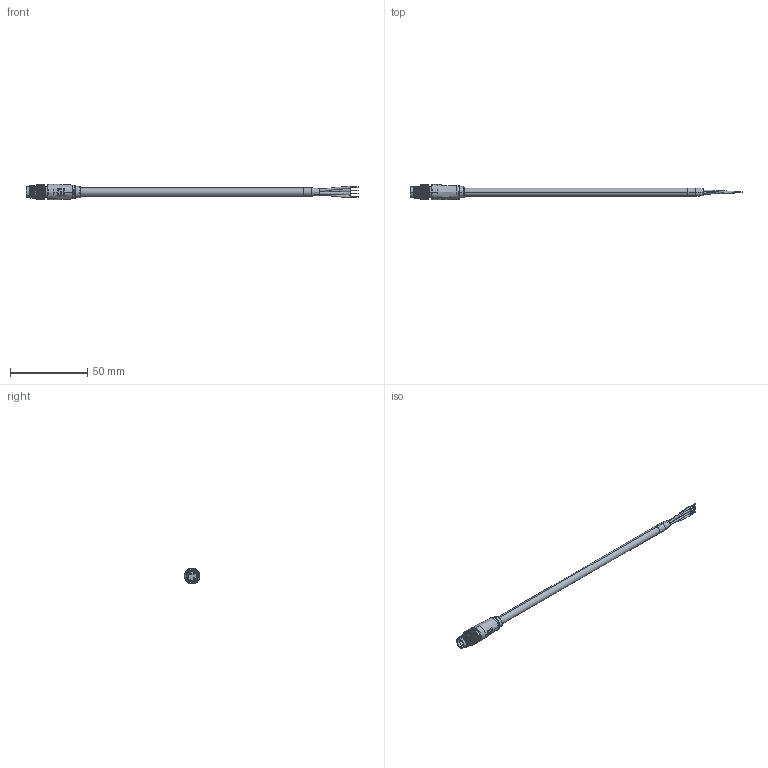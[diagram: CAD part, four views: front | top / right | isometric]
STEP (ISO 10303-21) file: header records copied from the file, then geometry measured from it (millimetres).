
FILE_DESCRIPTION (( 'STEP AP203' ), '1' );
FILE_NAME ('10-04143.STEP', '2021-10-04T20:46:37', ( '' ), ( '' ), 'SwSTEP 2.0', 'SolidWorks 2021', '' );
FILE_SCHEMA (( 'CONFIG_CONTROL_DESIGN' ));
Length unit declared in the file: millimetre
Products named in the file (8): 50-00679-04___; 50-00679___; 50-00679-02___; 10-04143; 50-00679-01___; 24-00378_3D print; 30-01571_s + t; 50-00679-03___
Assembly tree (9 placements, depth 3):
  10-04143
    30-01571_s + t
    24-00378_3D print
    50-00679___
      50-00679-01___
      50-00679-02___
      50-00679-03___  x3
      50-00679-04___
Bounding box: 215 x 10.25 x 10 mm (x, y, z)
Volume: 5645.2 mm3; surface area: 33040 mm2
Topology: 341 solids, 341 shells, 4213 faces, 8452 edges, 4937 vertices
Faces by surface type: cylinder 1742, bspline 1511, plane 760, cone 169, torus 25, sphere 6
Entity records: 157612 total; most frequent: CARTESIAN_POINT 79915, ORIENTED_EDGE 16606, DIRECTION 12929, EDGE_CURVE 8303, AXIS2_PLACEMENT_3D 5676, VERTEX_POINT 4853, EDGE_LOOP 4828, ADVANCED_FACE 4145
